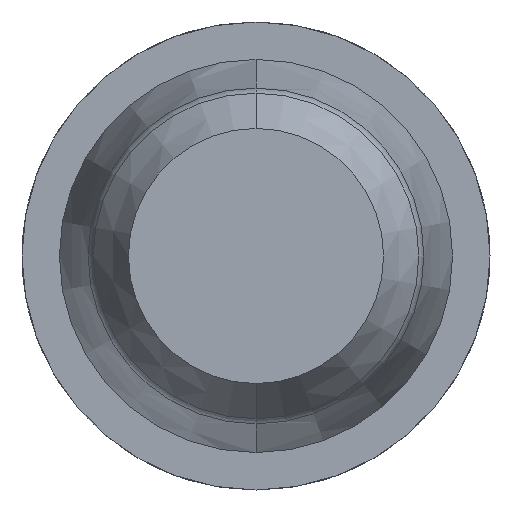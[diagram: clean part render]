
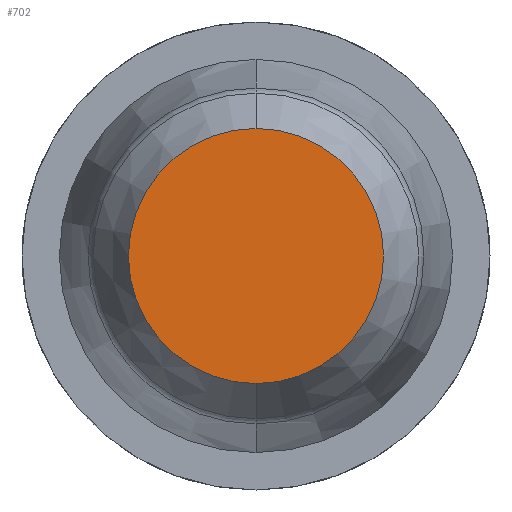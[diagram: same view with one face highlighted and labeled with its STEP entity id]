
A CAD part, front view. The second image highlights one B-rep face of the part: STEP entity #702.
In plain terms, the highlighted planar face has unit normal (0, -1, 0).
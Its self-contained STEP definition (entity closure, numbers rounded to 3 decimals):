
#110 = VERTEX_POINT ( 'NONE', #1692 ) ;
#510 = DIRECTION ( 'NONE',  ( 0., 1., 0. ) ) ;
#640 = AXIS2_PLACEMENT_3D ( 'NONE', #1886, #2540, #1247 ) ;
#702 = ADVANCED_FACE ( 'Defeature ausgef�hrt3_0', ( #3208 ), #2500, .F. ) ;
#882 = CARTESIAN_POINT ( 'NONE',  ( 0., -30.5, 0. ) ) ;
#1247 = DIRECTION ( 'NONE',  ( 0., 0., 1. ) ) ;
#1441 = EDGE_CURVE ( 'Defeature ausgef�hrt3_1+Defeature ausgef�hrt3_0+Defeature ausgef�hrt3_0+Defeature ausgef�hrt3_0', #110, #4011, #4085, .T. ) ;
#1619 = EDGE_CURVE ( 'Defeature ausgef�hrt3_1+Defeature ausgef�hrt3_0+Defeature ausgef�hrt3_0+Defeature ausgef�hrt3_0', #4011, #110, #3156, .T. ) ;
#1692 = CARTESIAN_POINT ( 'NONE',  ( 0., -30.5, 0.627 ) ) ;
#1886 = CARTESIAN_POINT ( 'NONE',  ( 0., -30.5, 0. ) ) ;
#1927 = AXIS2_PLACEMENT_3D ( 'NONE', #882, #3849, #2850 ) ;
#2170 = CARTESIAN_POINT ( 'NONE',  ( 0., -30.5, 0. ) ) ;
#2500 = PLANE ( 'NONE',  #1927 ) ;
#2540 = DIRECTION ( 'NONE',  ( 0., 1., 0. ) ) ;
#2850 = DIRECTION ( 'NONE',  ( 0., 0., 1. ) ) ;
#3024 = AXIS2_PLACEMENT_3D ( 'NONE', #2170, #510, #3442 ) ;
#3156 = CIRCLE ( 'NONE', #3024, 0.627 ) ;
#3208 = FACE_OUTER_BOUND ( 'NONE', #4075, .T. ) ;
#3442 = DIRECTION ( 'NONE',  ( 0., 0., 1. ) ) ;
#3837 = CARTESIAN_POINT ( 'NONE',  ( 0., -30.5, -0.627 ) ) ;
#3849 = DIRECTION ( 'NONE',  ( 0., 1., 0. ) ) ;
#3921 = ORIENTED_EDGE ( 'NONE', *, *, #1619, .F. ) ;
#4011 = VERTEX_POINT ( 'NONE', #3837 ) ;
#4075 = EDGE_LOOP ( 'NONE', ( #4112, #3921 ) ) ;
#4085 = CIRCLE ( 'NONE', #640, 0.627 ) ;
#4112 = ORIENTED_EDGE ( 'NONE', *, *, #1441, .F. ) ;
